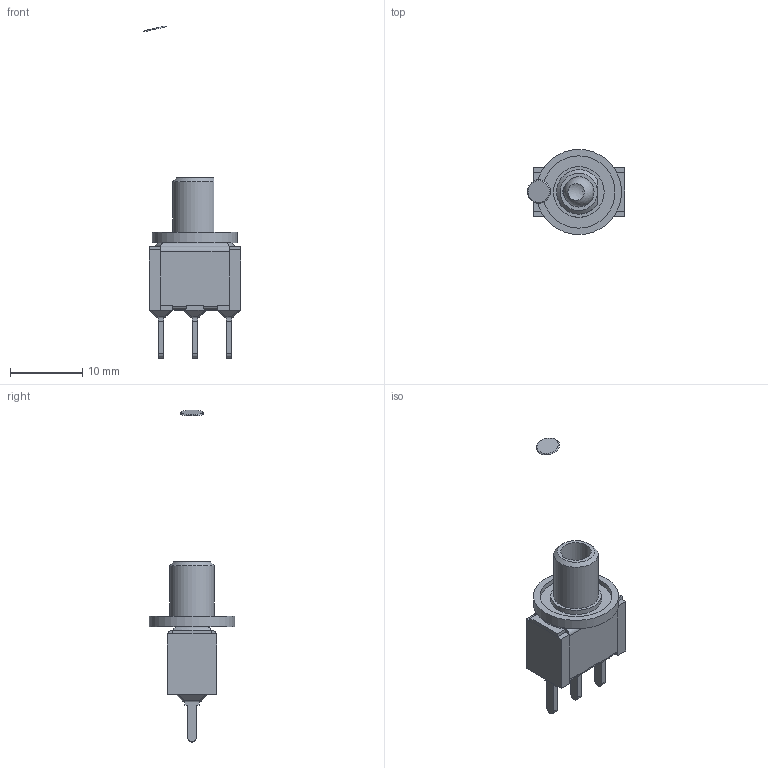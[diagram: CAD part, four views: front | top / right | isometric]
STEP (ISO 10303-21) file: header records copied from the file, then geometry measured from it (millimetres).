
FILE_DESCRIPTION(/* description */ (''),/* implementation_level */ '2;1');
FILE_NAME(/* name */ '100SPxT5B9M2xE.stp',/* time_stamp */ '2025-05-01T09:41:39-05:00',/* author */ ('mroman'),/* organization */ (''),/* preprocessor_version */ 'ST-DEVELOPER v18.1',/* originating_system */ 'Autodesk Inventor 2022',/* authorisation */ '');
FILE_SCHEMA (('AUTOMOTIVE_DESIGN { 1 0 10303 214 3 1 1 }'));
Length unit declared in the file: inch
Products named in the file (1): 100SPxT5B9M2xE
Bounding box: 13.49 x 11.81 x 46.01 mm (x, y, z)
Volume: 1257.3 mm3; surface area: 1357.4 mm2
Topology: 1 solids, 1 shells, 209 faces, 515 edges, 306 vertices
Faces by surface type: plane 145, cylinder 45, sphere 14, cone 3, torus 2
Full cylindrical faces by diameter (mm): 4.2 x2, 7.01 x1, 10.01 x1, 11.81 x1
Entity records: 6028 total; most frequent: CARTESIAN_POINT 1074, DIRECTION 1027, ORIENTED_EDGE 1004, EDGE_CURVE 502, LINE 383, VECTOR 383, AXIS2_PLACEMENT_3D 322, VERTEX_POINT 306
